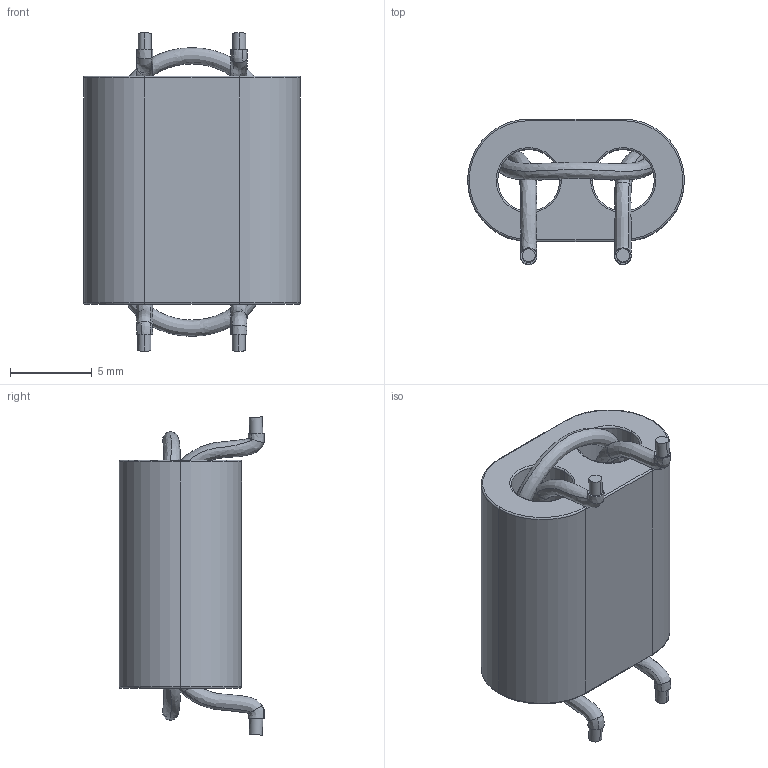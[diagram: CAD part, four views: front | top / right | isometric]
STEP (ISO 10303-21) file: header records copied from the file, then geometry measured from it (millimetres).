
FILE_DESCRIPTION (( 'STEP AP214' ), '1' );
FILE_NAME ('F4B3C6C4-A81C-4D60-B092-93B93F6E3ECB.STEP', '2023-02-18T14:08:32', ( '' ), ( '' ), 'SwSTEP 2.0', 'SolidWorks 2022', '' );
FILE_SCHEMA (( 'AUTOMOTIVE_DESIGN' ));
Length unit declared in the file: millimetre
Products named in the file (1): F4B3C6C4-A81C-4D60-B092-93B93F6E3ECB
Bounding box: 13.3 x 8.92 x 19.52 mm (x, y, z)
Volume: 985.5 mm3; surface area: 1259.8 mm2
Topology: 3 solids, 3 shells, 67 faces, 139 edges, 82 vertices
Faces by surface type: bspline 22, cylinder 19, torus 14, plane 12
Entity records: 5256 total; most frequent: CARTESIAN_POINT 3195, ORIENTED_EDGE 278, DIRECTION 241, EDGE_CURVE 139, AXIS2_PLACEMENT_3D 108, VERTEX_POINT 82, EDGE_LOOP 75, UNCERTAINTY_MEASURE_WITH_UNIT 72
